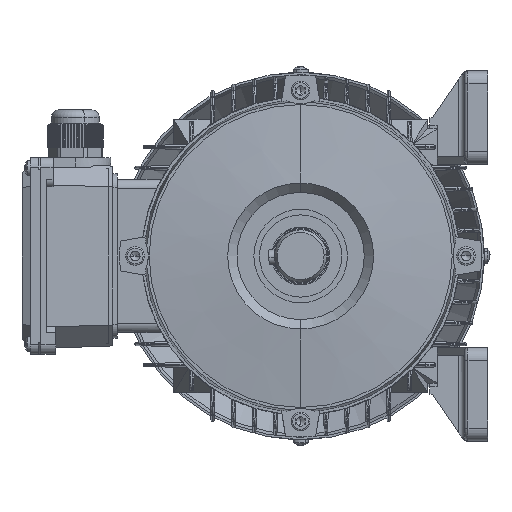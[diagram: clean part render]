
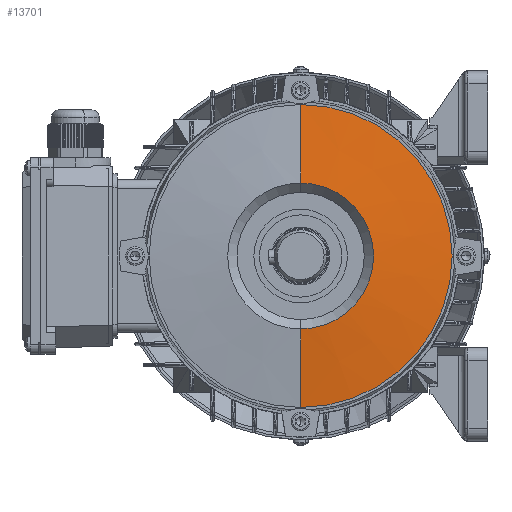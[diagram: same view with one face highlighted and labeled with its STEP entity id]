
A CAD part, left-side view. The second image highlights one B-rep face of the part: STEP entity #13701.
In plain terms, the highlighted conical face has half-angle 83.706 degrees and reference radius 81 mm.
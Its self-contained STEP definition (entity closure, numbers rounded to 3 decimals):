
#13657 = ORIENTED_EDGE ( 'NONE', *, *, #88325, .T. ) ;
#13701 = ADVANCED_FACE ( 'NONE', ( #107276 ), #107372, .T. ) ;
#13743 = ORIENTED_EDGE ( 'NONE', *, *, #88221, .F. ) ;
#13758 = EDGE_CURVE ( 'NONE', #88316, #88319, #107463, .T. ) ;
#13783 = ORIENTED_EDGE ( 'NONE', *, *, #13758, .T. ) ;
#13787 = ORIENTED_EDGE ( 'NONE', *, *, #88201, .F. ) ;
#13792 = EDGE_LOOP ( 'NONE', ( #13743, #13787, #13657, #13783 ) ) ;
#88201 = EDGE_CURVE ( 'NONE', #88258, #88257, #108464, .T. ) ;
#88221 = EDGE_CURVE ( 'NONE', #88257, #88319, #108491, .T. ) ;
#88257 = VERTEX_POINT ( 'NONE', #108715 ) ;
#88258 = VERTEX_POINT ( 'NONE', #108714 ) ;
#88316 = VERTEX_POINT ( 'NONE', #108863 ) ;
#88319 = VERTEX_POINT ( 'NONE', #108981 ) ;
#88325 = EDGE_CURVE ( 'NONE', #88258, #88316, #108970, .T. ) ;
#107276 = FACE_OUTER_BOUND ( 'NONE', #13792, .T. ) ;
#107367 = DIRECTION ( 'NONE',  ( 0., 0., -1. ) ) ;
#107368 = DIRECTION ( 'NONE',  ( 1., 0., 0. ) ) ;
#107369 = CARTESIAN_POINT ( 'NONE',  ( 4.633, 0., 0. ) ) ;
#107370 = AXIS2_PLACEMENT_3D ( 'NONE', #107369, #107368, #107367 ) ;
#107372 = CONICAL_SURFACE ( 'NONE', #107370, 81., 1.461 ) ;
#107457 = DIRECTION ( 'NONE',  ( 0., 0., 1. ) ) ;
#107458 = DIRECTION ( 'NONE',  ( -1., 0., 0. ) ) ;
#107460 = CARTESIAN_POINT ( 'NONE',  ( 4.633, 0., 0. ) ) ;
#107461 = AXIS2_PLACEMENT_3D ( 'NONE', #107460, #107458, #107457 ) ;
#107463 = CIRCLE ( 'NONE', #107461, 81. ) ;
#108456 = DIRECTION ( 'NONE',  ( 0., 0., 1. ) ) ;
#108458 = DIRECTION ( 'NONE',  ( -1., 0., 0. ) ) ;
#108460 = CARTESIAN_POINT ( 'NONE',  ( 0., 0., 0. ) ) ;
#108462 = AXIS2_PLACEMENT_3D ( 'NONE', #108460, #108458, #108456 ) ;
#108464 = CIRCLE ( 'NONE', #108462, 39. ) ;
#108485 = DIRECTION ( 'NONE',  ( 0.11, 0., 0.994 ) ) ;
#108487 = VECTOR ( 'NONE', #108485, 1000. ) ;
#108489 = CARTESIAN_POINT ( 'NONE',  ( 4.633, 0., 81. ) ) ;
#108491 = LINE ( 'NONE', #108489, #108487 ) ;
#108714 = CARTESIAN_POINT ( 'NONE',  ( 0., 0., -39. ) ) ;
#108715 = CARTESIAN_POINT ( 'NONE',  ( 0., 0., 39. ) ) ;
#108863 = CARTESIAN_POINT ( 'NONE',  ( 4.633, 0., -81. ) ) ;
#108967 = DIRECTION ( 'NONE',  ( 0.11, 0., -0.994 ) ) ;
#108968 = VECTOR ( 'NONE', #108967, 1000. ) ;
#108969 = CARTESIAN_POINT ( 'NONE',  ( 4.633, 0., -81. ) ) ;
#108970 = LINE ( 'NONE', #108969, #108968 ) ;
#108981 = CARTESIAN_POINT ( 'NONE',  ( 4.633, 0., 81. ) ) ;
